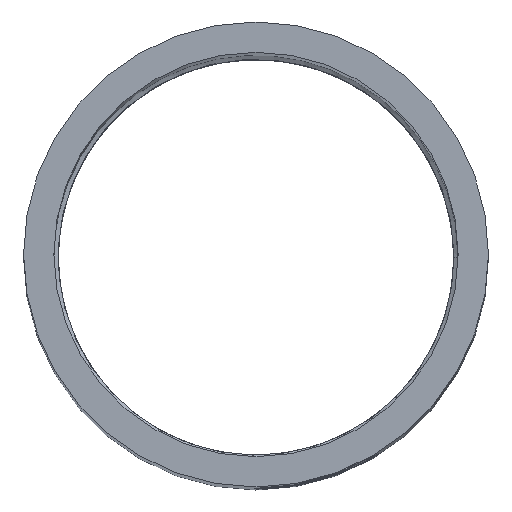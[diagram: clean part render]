
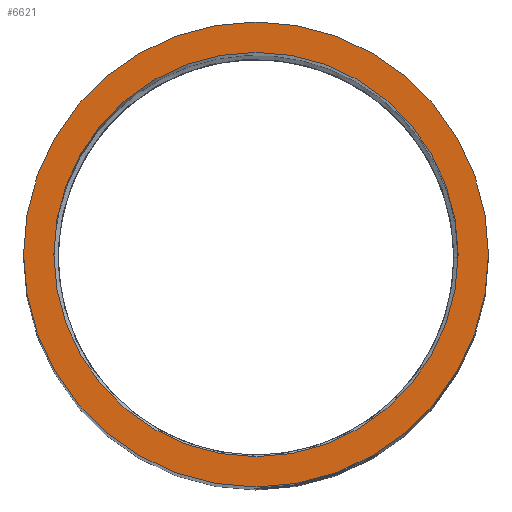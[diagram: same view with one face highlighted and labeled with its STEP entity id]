
A CAD part, top view. The second image highlights one B-rep face of the part: STEP entity #6621.
In plain terms, the highlighted planar face has unit normal (0, 0, 1).
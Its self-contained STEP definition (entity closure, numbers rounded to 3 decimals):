
#23 = ORIENTED_EDGE ( 'NONE', *, *, #2261, .T. ) ;
#822 = VERTEX_POINT ( 'NONE', #1255 ) ;
#1166 = PLANE ( 'NONE',  #9517 ) ;
#1255 = CARTESIAN_POINT ( 'NONE',  ( 29.5, 0., 220. ) ) ;
#1628 = EDGE_CURVE ( 'NONE', #822, #3526, #6246, .T. ) ;
#1799 = EDGE_LOOP ( 'NONE', ( #7341, #9830 ) ) ;
#2088 = VERTEX_POINT ( 'NONE', #8014 ) ;
#2224 = ORIENTED_EDGE ( 'NONE', *, *, #1628, .T. ) ;
#2261 = EDGE_CURVE ( 'NONE', #3526, #822, #8313, .T. ) ;
#2568 = CARTESIAN_POINT ( 'NONE',  ( 0., 0., 220. ) ) ;
#2629 = CARTESIAN_POINT ( 'NONE',  ( -29.5, 0., 220. ) ) ;
#2807 = AXIS2_PLACEMENT_3D ( 'NONE', #2568, #3389, #3442 ) ;
#2925 = CARTESIAN_POINT ( 'NONE',  ( 0., 0., 220. ) ) ;
#3256 = DIRECTION ( 'NONE',  ( 0., 0., 1. ) ) ;
#3389 = DIRECTION ( 'NONE',  ( 0., 0., 1. ) ) ;
#3442 = DIRECTION ( 'NONE',  ( 1., 0., 0. ) ) ;
#3526 = VERTEX_POINT ( 'NONE', #2629 ) ;
#4662 = CARTESIAN_POINT ( 'NONE',  ( 25.65, 0., 220. ) ) ;
#4753 = CIRCLE ( 'NONE', #5099, 25.65 ) ;
#4755 = DIRECTION ( 'NONE',  ( 1., 0., 0. ) ) ;
#5034 = DIRECTION ( 'NONE',  ( 1., 0., 0. ) ) ;
#5099 = AXIS2_PLACEMENT_3D ( 'NONE', #10364, #6497, #9769 ) ;
#5738 = AXIS2_PLACEMENT_3D ( 'NONE', #7157, #9617, #4755 ) ;
#6246 = CIRCLE ( 'NONE', #5738, 29.5 ) ;
#6497 = DIRECTION ( 'NONE',  ( 0., 0., 1. ) ) ;
#6556 = EDGE_LOOP ( 'NONE', ( #23, #2224 ) ) ;
#6621 = ADVANCED_FACE ( 'NONE', ( #9334, #10296 ), #1166, .T. ) ;
#6746 = VERTEX_POINT ( 'NONE', #4662 ) ;
#6910 = DIRECTION ( 'NONE',  ( 1., 0., 0. ) ) ;
#7157 = CARTESIAN_POINT ( 'NONE',  ( 0., 0., 220. ) ) ;
#7341 = ORIENTED_EDGE ( 'NONE', *, *, #9693, .F. ) ;
#7650 = EDGE_CURVE ( 'NONE', #2088, #6746, #8855, .T. ) ;
#8014 = CARTESIAN_POINT ( 'NONE',  ( -25.65, 0., 220. ) ) ;
#8208 = CARTESIAN_POINT ( 'NONE',  ( 0., 0., 220. ) ) ;
#8313 = CIRCLE ( 'NONE', #2807, 29.5 ) ;
#8683 = AXIS2_PLACEMENT_3D ( 'NONE', #8208, #3256, #5034 ) ;
#8855 = CIRCLE ( 'NONE', #8683, 25.65 ) ;
#9286 = DIRECTION ( 'NONE',  ( 0., 0., 1. ) ) ;
#9334 = FACE_BOUND ( 'NONE', #1799, .T. ) ;
#9517 = AXIS2_PLACEMENT_3D ( 'NONE', #2925, #9286, #6910 ) ;
#9617 = DIRECTION ( 'NONE',  ( 0., 0., 1. ) ) ;
#9693 = EDGE_CURVE ( 'NONE', #6746, #2088, #4753, .T. ) ;
#9769 = DIRECTION ( 'NONE',  ( 1., 0., 0. ) ) ;
#9830 = ORIENTED_EDGE ( 'NONE', *, *, #7650, .F. ) ;
#10296 = FACE_OUTER_BOUND ( 'NONE', #6556, .T. ) ;
#10364 = CARTESIAN_POINT ( 'NONE',  ( 0., 0., 220. ) ) ;
